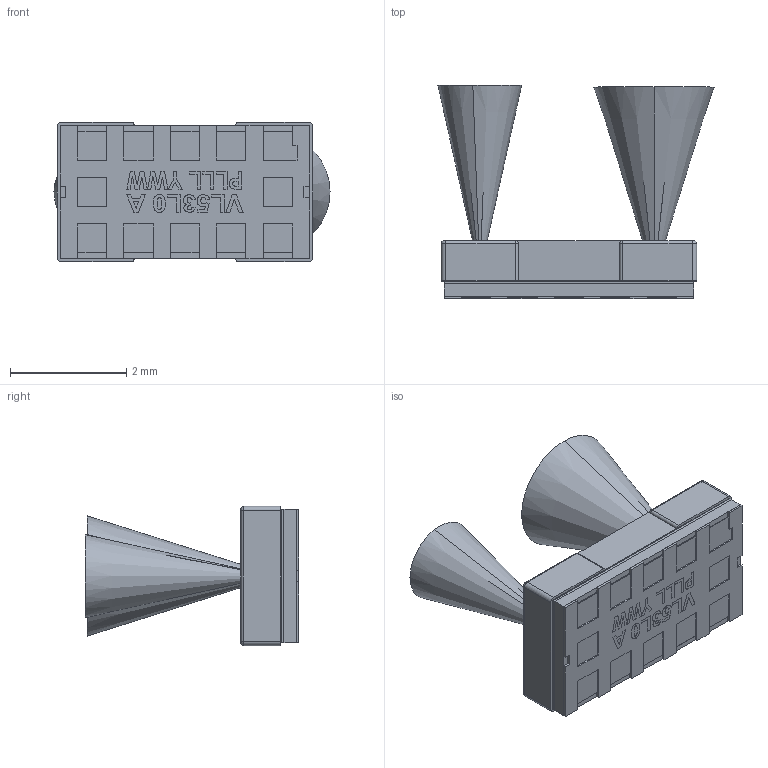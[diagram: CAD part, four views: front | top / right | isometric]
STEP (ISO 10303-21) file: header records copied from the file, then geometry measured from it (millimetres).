
FILE_DESCRIPTION (( 'STEP AP214' ), '1' );
FILE_NAME ('DM00266747 Rev 4.0 - VL53L0 Module outline.STEP', '2024-01-12T08:57:21', ( '' ), ( '' ), 'SwSTEP 2.0', 'SolidWorks 2022', '' );
FILE_SCHEMA (( 'AUTOMOTIVE_DESIGN' ));
Length unit declared in the file: millimetre
Products named in the file (3): DM00266747 - VL53L0 Exclusion cones; DM00266747 Rev 4.0 - VL53L0 Module outline; DM00266747 - VL53L0 Module
Assembly tree (2 placements, depth 2):
  DM00266747 Rev 4.0 - VL53L0 Module outline
    DM00266747 - VL53L0 Module
    DM00266747 - VL53L0 Exclusion cones
Bounding box: 4.75 x 3.68 x 2.4 mm (x, y, z)
Surface area: 89.5 mm2 (no closed solid volume)
Topology: 0 solids, 20 shells, 270 faces, 975 edges, 714 vertices
Faces by surface type: plane 211, bspline 27, cylinder 20, torus 8, cone 4
Entity records: 15075 total; most frequent: CARTESIAN_POINT 4067, ORIENTED_EDGE 1522, DIRECTION 1477, EDGE_CURVE 971, VECTOR 801, LINE 801, VERTEX_POINT 714, AXIS2_PLACEMENT_3D 338
